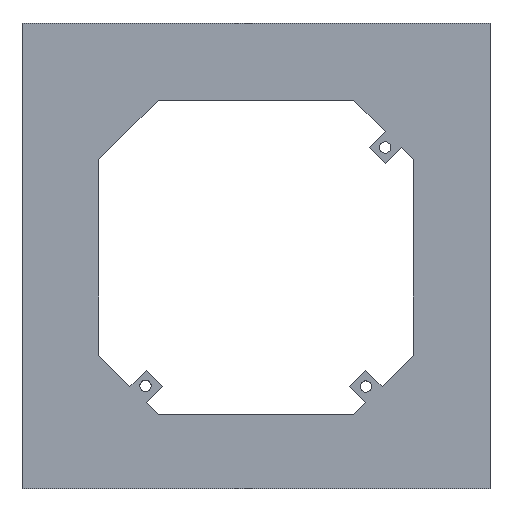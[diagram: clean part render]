
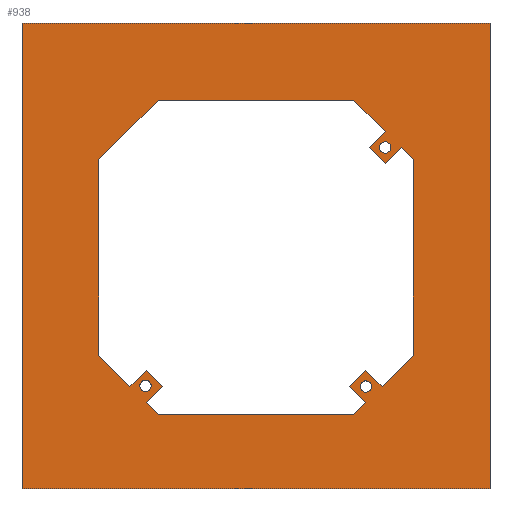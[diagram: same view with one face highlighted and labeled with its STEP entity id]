
A CAD part, top view. The second image highlights one B-rep face of the part: STEP entity #938.
In plain terms, the highlighted planar face has unit normal (0, 0, 1).
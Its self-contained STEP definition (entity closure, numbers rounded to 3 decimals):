
#23=FACE_BOUND('',#124,.T.);
#24=FACE_BOUND('',#125,.T.);
#25=FACE_BOUND('',#126,.T.);
#26=FACE_BOUND('',#127,.T.);
#31=CIRCLE('',#1006,1.);
#32=CIRCLE('',#1008,1.);
#33=CIRCLE('',#1010,1.);
#71=FACE_OUTER_BOUND('',#123,.T.);
#123=EDGE_LOOP('',(#790,#791,#792,#793));
#124=EDGE_LOOP('',(#794));
#125=EDGE_LOOP('',(#795));
#126=EDGE_LOOP('',(#796));
#127=EDGE_LOOP('',(#797,#798,#799,#800,#801,#802,#803,#804,#805,#806,#807,
#808,#809,#810,#811,#812,#813,#814,#815,#816));
#199=LINE('',#1385,#322);
#201=LINE('',#1389,#324);
#203=LINE('',#1393,#326);
#205=LINE('',#1397,#328);
#207=LINE('',#1401,#330);
#209=LINE('',#1405,#332);
#211=LINE('',#1409,#334);
#213=LINE('',#1413,#336);
#215=LINE('',#1417,#338);
#217=LINE('',#1421,#340);
#219=LINE('',#1425,#342);
#221=LINE('',#1429,#344);
#223=LINE('',#1433,#346);
#225=LINE('',#1437,#348);
#227=LINE('',#1441,#350);
#229=LINE('',#1445,#352);
#231=LINE('',#1449,#354);
#233=LINE('',#1453,#356);
#235=LINE('',#1457,#358);
#237=LINE('',#1460,#360);
#241=LINE('',#1476,#364);
#242=LINE('',#1478,#365);
#243=LINE('',#1480,#366);
#244=LINE('',#1481,#367);
#322=VECTOR('',#1120,10.);
#324=VECTOR('',#1124,10.);
#326=VECTOR('',#1128,10.);
#328=VECTOR('',#1132,10.);
#330=VECTOR('',#1136,10.);
#332=VECTOR('',#1140,10.);
#334=VECTOR('',#1144,10.);
#336=VECTOR('',#1148,10.);
#338=VECTOR('',#1152,10.);
#340=VECTOR('',#1156,10.);
#342=VECTOR('',#1160,10.);
#344=VECTOR('',#1164,10.);
#346=VECTOR('',#1168,10.);
#348=VECTOR('',#1172,10.);
#350=VECTOR('',#1176,10.);
#352=VECTOR('',#1180,10.);
#354=VECTOR('',#1184,10.);
#356=VECTOR('',#1188,10.);
#358=VECTOR('',#1192,10.);
#360=VECTOR('',#1196,10.);
#364=VECTOR('',#1214,10.);
#365=VECTOR('',#1215,10.);
#366=VECTOR('',#1216,10.);
#367=VECTOR('',#1217,10.);
#435=VERTEX_POINT('',#1382);
#436=VERTEX_POINT('',#1384);
#437=VERTEX_POINT('',#1388);
#438=VERTEX_POINT('',#1392);
#439=VERTEX_POINT('',#1396);
#440=VERTEX_POINT('',#1400);
#441=VERTEX_POINT('',#1404);
#442=VERTEX_POINT('',#1408);
#443=VERTEX_POINT('',#1412);
#444=VERTEX_POINT('',#1416);
#445=VERTEX_POINT('',#1420);
#446=VERTEX_POINT('',#1424);
#447=VERTEX_POINT('',#1428);
#448=VERTEX_POINT('',#1432);
#449=VERTEX_POINT('',#1436);
#450=VERTEX_POINT('',#1440);
#451=VERTEX_POINT('',#1444);
#452=VERTEX_POINT('',#1448);
#453=VERTEX_POINT('',#1452);
#454=VERTEX_POINT('',#1456);
#455=VERTEX_POINT('',#1462);
#456=VERTEX_POINT('',#1466);
#457=VERTEX_POINT('',#1470);
#458=VERTEX_POINT('',#1474);
#459=VERTEX_POINT('',#1475);
#460=VERTEX_POINT('',#1477);
#461=VERTEX_POINT('',#1479);
#534=EDGE_CURVE('',#436,#435,#199,.T.);
#536=EDGE_CURVE('',#437,#436,#201,.T.);
#538=EDGE_CURVE('',#438,#437,#203,.T.);
#540=EDGE_CURVE('',#439,#438,#205,.T.);
#542=EDGE_CURVE('',#440,#439,#207,.T.);
#544=EDGE_CURVE('',#441,#440,#209,.T.);
#546=EDGE_CURVE('',#442,#441,#211,.T.);
#548=EDGE_CURVE('',#443,#442,#213,.T.);
#550=EDGE_CURVE('',#444,#443,#215,.T.);
#552=EDGE_CURVE('',#445,#444,#217,.T.);
#554=EDGE_CURVE('',#446,#445,#219,.T.);
#556=EDGE_CURVE('',#447,#446,#221,.T.);
#558=EDGE_CURVE('',#448,#447,#223,.T.);
#560=EDGE_CURVE('',#449,#448,#225,.T.);
#562=EDGE_CURVE('',#450,#449,#227,.T.);
#564=EDGE_CURVE('',#451,#450,#229,.T.);
#566=EDGE_CURVE('',#452,#451,#231,.T.);
#568=EDGE_CURVE('',#453,#452,#233,.T.);
#570=EDGE_CURVE('',#454,#453,#235,.T.);
#572=EDGE_CURVE('',#435,#454,#237,.T.);
#573=EDGE_CURVE('',#455,#455,#31,.T.);
#575=EDGE_CURVE('',#456,#456,#32,.T.);
#577=EDGE_CURVE('',#457,#457,#33,.T.);
#579=EDGE_CURVE('',#458,#459,#241,.T.);
#580=EDGE_CURVE('',#459,#460,#242,.T.);
#581=EDGE_CURVE('',#460,#461,#243,.T.);
#582=EDGE_CURVE('',#461,#458,#244,.T.);
#790=ORIENTED_EDGE('',*,*,#579,.T.);
#791=ORIENTED_EDGE('',*,*,#580,.T.);
#792=ORIENTED_EDGE('',*,*,#581,.T.);
#793=ORIENTED_EDGE('',*,*,#582,.T.);
#794=ORIENTED_EDGE('',*,*,#577,.T.);
#795=ORIENTED_EDGE('',*,*,#575,.T.);
#796=ORIENTED_EDGE('',*,*,#573,.T.);
#797=ORIENTED_EDGE('',*,*,#572,.T.);
#798=ORIENTED_EDGE('',*,*,#570,.T.);
#799=ORIENTED_EDGE('',*,*,#568,.T.);
#800=ORIENTED_EDGE('',*,*,#566,.T.);
#801=ORIENTED_EDGE('',*,*,#564,.T.);
#802=ORIENTED_EDGE('',*,*,#562,.T.);
#803=ORIENTED_EDGE('',*,*,#560,.T.);
#804=ORIENTED_EDGE('',*,*,#558,.T.);
#805=ORIENTED_EDGE('',*,*,#556,.T.);
#806=ORIENTED_EDGE('',*,*,#554,.T.);
#807=ORIENTED_EDGE('',*,*,#552,.T.);
#808=ORIENTED_EDGE('',*,*,#550,.T.);
#809=ORIENTED_EDGE('',*,*,#548,.T.);
#810=ORIENTED_EDGE('',*,*,#546,.T.);
#811=ORIENTED_EDGE('',*,*,#544,.T.);
#812=ORIENTED_EDGE('',*,*,#542,.T.);
#813=ORIENTED_EDGE('',*,*,#540,.T.);
#814=ORIENTED_EDGE('',*,*,#538,.T.);
#815=ORIENTED_EDGE('',*,*,#536,.T.);
#816=ORIENTED_EDGE('',*,*,#534,.T.);
#891=PLANE('',#1011);
#938=ADVANCED_FACE('',(#71,#23,#24,#25,#26),#891,.T.);
#1006=AXIS2_PLACEMENT_3D('',#1463,#1199,#1200);
#1008=AXIS2_PLACEMENT_3D('',#1467,#1204,#1205);
#1010=AXIS2_PLACEMENT_3D('',#1471,#1209,#1210);
#1011=AXIS2_PLACEMENT_3D('',#1473,#1212,#1213);
#1120=DIRECTION('',(1.,0.,0.));
#1124=DIRECTION('',(0.707,0.707,0.));
#1128=DIRECTION('',(0.,1.,0.));
#1132=DIRECTION('',(-0.707,0.707,0.));
#1136=DIRECTION('',(-0.707,-0.707,0.));
#1140=DIRECTION('',(-0.707,0.707,0.));
#1144=DIRECTION('',(0.707,0.707,0.));
#1148=DIRECTION('',(-0.707,0.707,0.));
#1152=DIRECTION('',(-1.,0.,0.));
#1156=DIRECTION('',(-0.707,-0.707,0.));
#1160=DIRECTION('',(0.707,-0.707,0.));
#1164=DIRECTION('',(-0.707,-0.707,0.));
#1168=DIRECTION('',(-0.707,0.707,0.));
#1172=DIRECTION('',(-0.707,-0.707,0.));
#1176=DIRECTION('',(0.,-1.,0.));
#1180=DIRECTION('',(0.707,-0.707,0.));
#1184=DIRECTION('',(0.707,0.707,0.));
#1188=DIRECTION('',(0.707,-0.707,0.));
#1192=DIRECTION('',(-0.707,-0.707,0.));
#1196=DIRECTION('',(0.707,-0.707,0.));
#1199=DIRECTION('center_axis',(0.,0.,-1.));
#1200=DIRECTION('ref_axis',(-1.,0.,0.));
#1204=DIRECTION('center_axis',(0.,0.,-1.));
#1205=DIRECTION('ref_axis',(-1.,0.,0.));
#1209=DIRECTION('center_axis',(0.,0.,-1.));
#1210=DIRECTION('ref_axis',(-1.,0.,0.));
#1212=DIRECTION('center_axis',(0.,0.,1.));
#1213=DIRECTION('ref_axis',(1.,0.,0.));
#1214=DIRECTION('',(-1.,0.,0.));
#1215=DIRECTION('',(0.,-1.,0.));
#1216=DIRECTION('',(1.,0.,0.));
#1217=DIRECTION('',(0.,1.,0.));
#1382=CARTESIAN_POINT('',(17.225,27.678,15.));
#1384=CARTESIAN_POINT('',(-17.225,27.678,15.));
#1385=CARTESIAN_POINT('',(-17.225,27.678,15.));
#1388=CARTESIAN_POINT('',(-27.678,17.225,15.));
#1389=CARTESIAN_POINT('',(-27.678,17.225,15.));
#1392=CARTESIAN_POINT('',(-27.678,-17.225,15.));
#1393=CARTESIAN_POINT('',(-27.678,-17.225,15.));
#1396=CARTESIAN_POINT('',(-22.175,-22.728,15.));
#1397=CARTESIAN_POINT('',(-22.175,-22.728,15.));
#1400=CARTESIAN_POINT('',(-19.346,-19.9,15.));
#1401=CARTESIAN_POINT('',(-19.346,-19.9,15.));
#1404=CARTESIAN_POINT('',(-16.518,-22.728,15.));
#1405=CARTESIAN_POINT('',(-16.518,-22.728,15.));
#1408=CARTESIAN_POINT('',(-19.346,-25.557,15.));
#1409=CARTESIAN_POINT('',(-19.346,-25.557,15.));
#1412=CARTESIAN_POINT('',(-17.225,-27.678,15.));
#1413=CARTESIAN_POINT('',(-17.225,-27.678,15.));
#1416=CARTESIAN_POINT('',(17.225,-27.678,15.));
#1417=CARTESIAN_POINT('',(17.225,-27.678,15.));
#1420=CARTESIAN_POINT('',(19.346,-25.557,15.));
#1421=CARTESIAN_POINT('',(19.346,-25.557,15.));
#1424=CARTESIAN_POINT('',(16.518,-22.728,15.));
#1425=CARTESIAN_POINT('',(16.518,-22.728,15.));
#1428=CARTESIAN_POINT('',(19.346,-19.9,15.));
#1429=CARTESIAN_POINT('',(19.346,-19.9,15.));
#1432=CARTESIAN_POINT('',(22.175,-22.728,15.));
#1433=CARTESIAN_POINT('',(22.175,-22.728,15.));
#1436=CARTESIAN_POINT('',(27.678,-17.225,15.));
#1437=CARTESIAN_POINT('',(27.678,-17.225,15.));
#1440=CARTESIAN_POINT('',(27.678,17.225,15.));
#1441=CARTESIAN_POINT('',(27.678,17.225,15.));
#1444=CARTESIAN_POINT('',(25.557,19.346,15.));
#1445=CARTESIAN_POINT('',(25.557,19.346,15.));
#1448=CARTESIAN_POINT('',(22.728,16.518,15.));
#1449=CARTESIAN_POINT('',(22.728,16.518,15.));
#1452=CARTESIAN_POINT('',(19.9,19.346,15.));
#1453=CARTESIAN_POINT('',(19.9,19.346,15.));
#1456=CARTESIAN_POINT('',(22.728,22.175,15.));
#1457=CARTESIAN_POINT('',(22.728,22.175,15.));
#1460=CARTESIAN_POINT('',(17.225,27.678,15.));
#1462=CARTESIAN_POINT('',(20.346,-22.728,15.));
#1463=CARTESIAN_POINT('Origin',(19.346,-22.728,15.));
#1466=CARTESIAN_POINT('',(-18.45,-22.625,15.));
#1467=CARTESIAN_POINT('Origin',(-19.45,-22.625,15.));
#1470=CARTESIAN_POINT('',(23.728,19.346,15.));
#1471=CARTESIAN_POINT('Origin',(22.728,19.346,15.));
#1473=CARTESIAN_POINT('Origin',(0.,0.25,15.));
#1474=CARTESIAN_POINT('',(41.178,41.178,15.));
#1475=CARTESIAN_POINT('',(-41.178,41.178,15.));
#1476=CARTESIAN_POINT('',(41.178,41.178,15.));
#1477=CARTESIAN_POINT('',(-41.178,-40.678,15.));
#1478=CARTESIAN_POINT('',(-41.178,41.178,15.));
#1479=CARTESIAN_POINT('',(41.178,-40.678,15.));
#1480=CARTESIAN_POINT('',(-41.178,-40.678,15.));
#1481=CARTESIAN_POINT('',(41.178,-40.678,15.));
